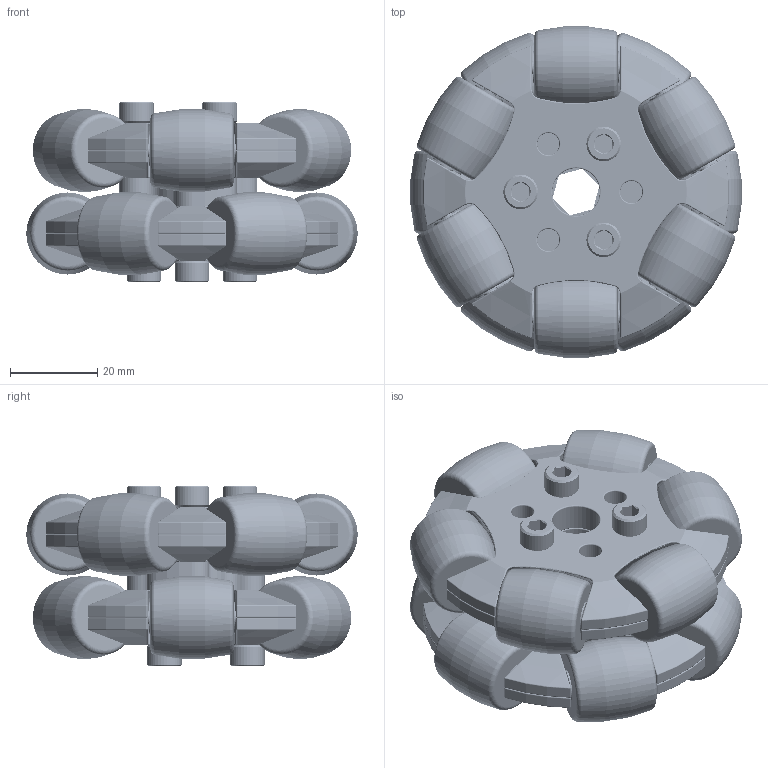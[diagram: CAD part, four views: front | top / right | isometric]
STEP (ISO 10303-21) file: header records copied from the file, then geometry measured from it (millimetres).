
FILE_DESCRIPTION (( 'STEP AP214' ), '1' );
FILE_NAME ('am-4979a 3IN Omni 375IN Hex Bore (Dualie).STEP', '2024-08-20T13:08:14', ( '' ), ( '' ), 'SwSTEP 2.0', 'SolidWorks 2024', '' );
FILE_SCHEMA (( 'AUTOMOTIVE_DESIGN' ));
Length unit declared in the file: inch
Products named in the file (8): am-1019 0125x1000 dowel pin; am-4967_hub 3IN Aluminum Omni Wheel 375IN Hex Bore Hub; 3IN Crowned Roller Assembly; am-1047 10-32 x 0750 SHCS_am-1047 10-32 x 0750 SHCS; am-5463_half 3IN Molded Omni Wheel Half; am-5464 3IN Crowned Omni Roller; am-0050 Omni Bushing; am-4979a 3IN Omni 375IN Hex Bore (Dualie)
Assembly tree (27 placements, depth 3):
  am-4979a 3IN Omni 375IN Hex Bore (Dualie)
    am-5463_half 3IN Molded Omni Wheel Half  x4
    3IN Crowned Roller Assembly  x12
      am-5464 3IN Crowned Omni Roller
      am-0050 Omni Bushing
      am-1019 0125x1000 dowel pin
    am-4967_hub 3IN Aluminum Omni Wheel 375IN Hex Bore Hub
    am-1047 10-32 x 0750 SHCS_am-1047 10-32 x 0750 SHCS  x6
Bounding box: 75.93 x 75.93 x 41.4 mm (x, y, z)
Volume: 100546.8 mm3; surface area: 67902.1 mm2
Topology: 59 solids, 59 shells, 5947 faces, 13811 edges, 7962 vertices
Faces by surface type: cylinder 1847, bspline 1452, torus 1280, plane 658, cone 454, sphere 256
Entity records: 47377 total; most frequent: CARTESIAN_POINT 19162, ORIENTED_EDGE 6220, DIRECTION 5632, EDGE_CURVE 3110, AXIS2_PLACEMENT_3D 2471, VERTEX_POINT 1804, CIRCLE 1451, EDGE_LOOP 1416
